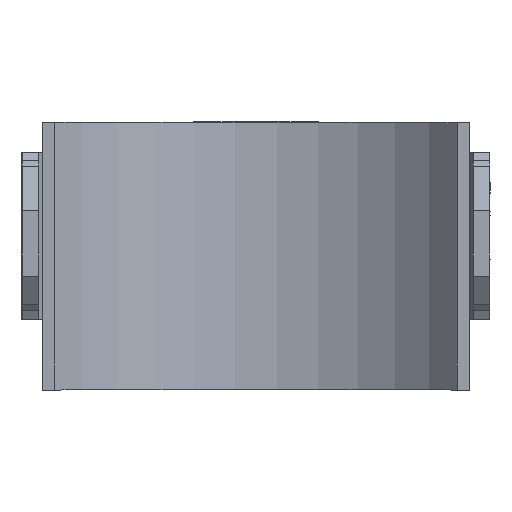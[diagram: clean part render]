
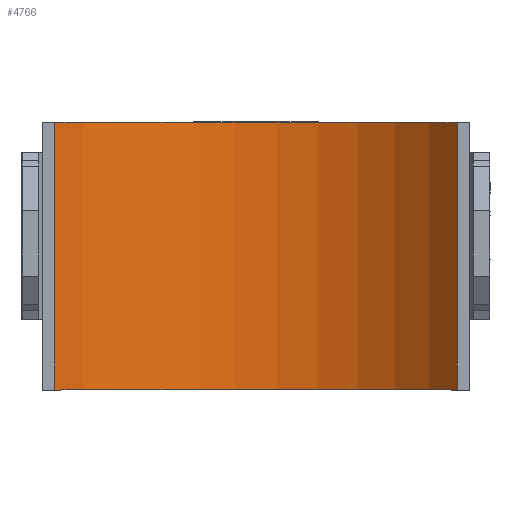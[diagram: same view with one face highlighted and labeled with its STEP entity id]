
A CAD part, front view. The second image highlights one B-rep face of the part: STEP entity #4766.
In plain terms, the highlighted cylindrical face has radius 38.5 mm (diameter 77 mm), a partial arc.
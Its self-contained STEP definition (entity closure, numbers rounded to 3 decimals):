
#521 = VERTEX_POINT ( 'NONE', #2730 ) ;
#655 = CARTESIAN_POINT ( 'NONE',  ( 30.104, -14.5, 20. ) ) ;
#1233 = CARTESIAN_POINT ( 'NONE',  ( 0., -38.5, 20. ) ) ;
#1279 = EDGE_CURVE ( 'NONE', #8693, #9028, #3283, .T. ) ;
#1492 = CYLINDRICAL_SURFACE ( 'NONE', #8640, 38.5 ) ;
#1941 = DIRECTION ( 'NONE',  ( 0., 0., -1. ) ) ;
#2330 = EDGE_CURVE ( 'NONE', #8693, #521, #11575, .T. ) ;
#2730 = CARTESIAN_POINT ( 'NONE',  ( -30.104, -14.5, -20. ) ) ;
#3283 = CIRCLE ( 'NONE', #11515, 38.5 ) ;
#3651 = CARTESIAN_POINT ( 'NONE',  ( 0., -38.5, -20. ) ) ;
#3713 = DIRECTION ( 'NONE',  ( 1., 0., 0. ) ) ;
#3787 = LINE ( 'NONE', #9359, #8217 ) ;
#3909 = ORIENTED_EDGE ( 'NONE', *, *, #1279, .F. ) ;
#4459 = ORIENTED_EDGE ( 'NONE', *, *, #8189, .T. ) ;
#4766 = ADVANCED_FACE ( 'NONE', ( #11332 ), #1492, .F. ) ;
#4898 = ORIENTED_EDGE ( 'NONE', *, *, #11723, .F. ) ;
#5875 = DIRECTION ( 'NONE',  ( 0., 0., -1. ) ) ;
#6642 = DIRECTION ( 'NONE',  ( -1., 0., 0. ) ) ;
#6798 = DIRECTION ( 'NONE',  ( 0., 0., -1. ) ) ;
#7306 = DIRECTION ( 'NONE',  ( 0., 0., -1. ) ) ;
#7498 = CIRCLE ( 'NONE', #10185, 38.5 ) ;
#7572 = DIRECTION ( 'NONE',  ( 1., 0., 0. ) ) ;
#7864 = DIRECTION ( 'NONE',  ( 0., 0., -1. ) ) ;
#7949 = EDGE_LOOP ( 'NONE', ( #4459, #4898, #3909, #10071 ) ) ;
#8002 = CARTESIAN_POINT ( 'NONE',  ( 30.104, -14.5, -20. ) ) ;
#8189 = EDGE_CURVE ( 'NONE', #521, #10914, #7498, .T. ) ;
#8217 = VECTOR ( 'NONE', #1941, 1000. ) ;
#8640 = AXIS2_PLACEMENT_3D ( 'NONE', #1233, #5875, #6642 ) ;
#8693 = VERTEX_POINT ( 'NONE', #11417 ) ;
#8830 = CARTESIAN_POINT ( 'NONE',  ( -30.104, -14.5, 20. ) ) ;
#9028 = VERTEX_POINT ( 'NONE', #655 ) ;
#9359 = CARTESIAN_POINT ( 'NONE',  ( 30.104, -14.5, 20. ) ) ;
#9585 = VECTOR ( 'NONE', #7864, 1000. ) ;
#10071 = ORIENTED_EDGE ( 'NONE', *, *, #2330, .T. ) ;
#10185 = AXIS2_PLACEMENT_3D ( 'NONE', #3651, #7306, #3713 ) ;
#10414 = CARTESIAN_POINT ( 'NONE',  ( 0., -38.5, 20. ) ) ;
#10914 = VERTEX_POINT ( 'NONE', #8002 ) ;
#11332 = FACE_OUTER_BOUND ( 'NONE', #7949, .T. ) ;
#11417 = CARTESIAN_POINT ( 'NONE',  ( -30.104, -14.5, 20. ) ) ;
#11515 = AXIS2_PLACEMENT_3D ( 'NONE', #10414, #6798, #7572 ) ;
#11575 = LINE ( 'NONE', #8830, #9585 ) ;
#11723 = EDGE_CURVE ( 'NONE', #9028, #10914, #3787, .T. ) ;
